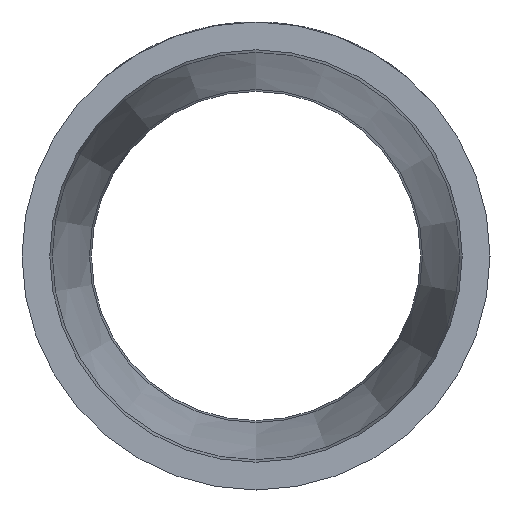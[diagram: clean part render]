
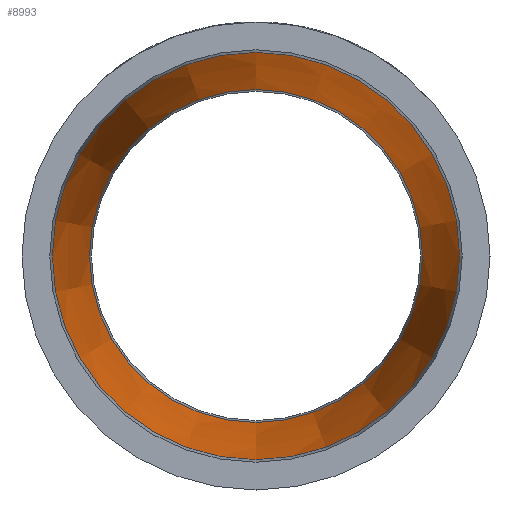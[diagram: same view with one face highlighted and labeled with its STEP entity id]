
A CAD part, front view. The second image highlights one B-rep face of the part: STEP entity #8993.
In plain terms, the highlighted conical face has half-angle 8.394 degrees and reference radius 14.668 mm.
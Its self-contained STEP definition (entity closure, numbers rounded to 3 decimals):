
#1535 = CONICAL_SURFACE ( 'NONE', #21057, 14.668, 0.147 ) ;
#4163 = AXIS2_PLACEMENT_3D ( 'NONE', #14184, #23173, #6772 ) ;
#4734 = CARTESIAN_POINT ( 'NONE',  ( 0., 59.199, -11.989 ) ) ;
#5114 = EDGE_CURVE ( 'NONE', #22953, #22953, #22334, .T. ) ;
#6641 = ORIENTED_EDGE ( 'NONE', *, *, #20699, .F. ) ;
#6669 = CARTESIAN_POINT ( 'NONE',  ( 0., 41.047, -14.668 ) ) ;
#6772 = DIRECTION ( 'NONE',  ( 0., 0., -1. ) ) ;
#6849 = EDGE_LOOP ( 'NONE', ( #23051 ) ) ;
#7819 = CARTESIAN_POINT ( 'NONE',  ( 0., 41.047, 0. ) ) ;
#8993 = ADVANCED_FACE ( 'NONE', ( #12672, #13008 ), #1535, .F. ) ;
#9436 = CARTESIAN_POINT ( 'NONE',  ( 0., 41.047, 0. ) ) ;
#9940 = CIRCLE ( 'NONE', #4163, 11.989 ) ;
#10896 = DIRECTION ( 'NONE',  ( 0., 0., -1. ) ) ;
#12672 = FACE_BOUND ( 'NONE', #19021, .T. ) ;
#13008 = FACE_OUTER_BOUND ( 'NONE', #6849, .T. ) ;
#14184 = CARTESIAN_POINT ( 'NONE',  ( 0., 59.199, 0. ) ) ;
#15100 = DIRECTION ( 'NONE',  ( 0., -1., 0. ) ) ;
#15448 = DIRECTION ( 'NONE',  ( 0., 0., -1. ) ) ;
#18118 = AXIS2_PLACEMENT_3D ( 'NONE', #7819, #15100, #15448 ) ;
#19021 = EDGE_LOOP ( 'NONE', ( #6641 ) ) ;
#20699 = EDGE_CURVE ( 'NONE', #21028, #21028, #9940, .T. ) ;
#21028 = VERTEX_POINT ( 'NONE', #4734 ) ;
#21057 = AXIS2_PLACEMENT_3D ( 'NONE', #9436, #23559, #10896 ) ;
#22334 = CIRCLE ( 'NONE', #18118, 14.668 ) ;
#22953 = VERTEX_POINT ( 'NONE', #6669 ) ;
#23051 = ORIENTED_EDGE ( 'NONE', *, *, #5114, .T. ) ;
#23173 = DIRECTION ( 'NONE',  ( 0., -1., 0. ) ) ;
#23559 = DIRECTION ( 'NONE',  ( 0., -1., 0. ) ) ;
